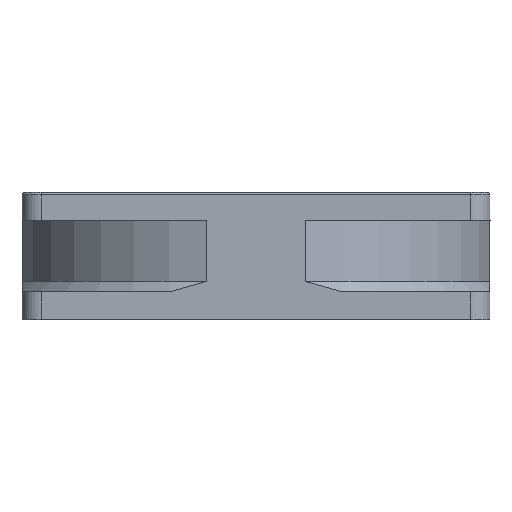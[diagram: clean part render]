
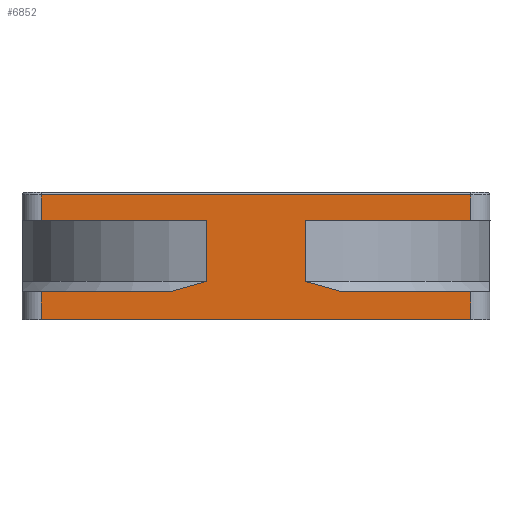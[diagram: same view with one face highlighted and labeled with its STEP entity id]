
A CAD part, left-side view. The second image highlights one B-rep face of the part: STEP entity #6852.
In plain terms, the highlighted planar face has unit normal (-1, 0, 0).
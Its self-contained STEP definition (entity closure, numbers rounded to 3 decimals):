
#170 = VERTEX_POINT ( 'NONE', #621 ) ;
#328 = CARTESIAN_POINT ( 'NONE',  ( -46., -9.644, 7. ) ) ;
#533 = DIRECTION ( 'NONE',  ( 0., 0., -1. ) ) ;
#621 = CARTESIAN_POINT ( 'NONE',  ( -46., -42.2, -12.5 ) ) ;
#667 = VECTOR ( 'NONE', #533, 1000. ) ;
#1127 = ORIENTED_EDGE ( 'NONE', *, *, #13519, .T. ) ;
#1140 = DIRECTION ( 'NONE',  ( 0., 0., -1. ) ) ;
#1314 = CARTESIAN_POINT ( 'NONE',  ( -46., -14.511, -6.183 ) ) ;
#1469 = LINE ( 'NONE', #13562, #14352 ) ;
#1508 = CARTESIAN_POINT ( 'NONE',  ( -46., 42.2, 7. ) ) ;
#1541 = CARTESIAN_POINT ( 'NONE',  ( -46., -12.101, -5.504 ) ) ;
#1600 = EDGE_CURVE ( 'NONE', #4359, #4007, #1469, .T. ) ;
#1785 = DIRECTION ( 'NONE',  ( 0., -1., 0. ) ) ;
#2140 = CARTESIAN_POINT ( 'NONE',  ( -46., -16.882, -7. ) ) ;
#2222 = EDGE_CURVE ( 'NONE', #17385, #3693, #15363, .T. ) ;
#2644 = CARTESIAN_POINT ( 'NONE',  ( -46., 14.511, -6.183 ) ) ;
#2769 = LINE ( 'NONE', #5029, #12802 ) ;
#2922 = CARTESIAN_POINT ( 'NONE',  ( -46., -42.2, 12.5 ) ) ;
#2944 = CARTESIAN_POINT ( 'NONE',  ( -46., -42.2, 12. ) ) ;
#3103 = DIRECTION ( 'NONE',  ( 0., 1., 0. ) ) ;
#3296 = ORIENTED_EDGE ( 'NONE', *, *, #6363, .T. ) ;
#3578 = LINE ( 'NONE', #21271, #23130 ) ;
#3693 = VERTEX_POINT ( 'NONE', #16588 ) ;
#3759 = EDGE_CURVE ( 'NONE', #7718, #4007, #17747, .T. ) ;
#3910 = VECTOR ( 'NONE', #3103, 1000. ) ;
#3994 = CARTESIAN_POINT ( 'NONE',  ( -46., 9.644, -5. ) ) ;
#4007 = VERTEX_POINT ( 'NONE', #17686 ) ;
#4309 = DIRECTION ( 'NONE',  ( 1., 0., 0. ) ) ;
#4359 = VERTEX_POINT ( 'NONE', #11378 ) ;
#4689 = ORIENTED_EDGE ( 'NONE', *, *, #2222, .T. ) ;
#5029 = CARTESIAN_POINT ( 'NONE',  ( -46., -42.2, 12.5 ) ) ;
#5486 = CARTESIAN_POINT ( 'NONE',  ( -46., 42.2, -12.5 ) ) ;
#5522 = VERTEX_POINT ( 'NONE', #17593 ) ;
#5810 = CARTESIAN_POINT ( 'NONE',  ( -46., -9.644, -7. ) ) ;
#5942 = LINE ( 'NONE', #12033, #18241 ) ;
#6145 = AXIS2_PLACEMENT_3D ( 'NONE', #2922, #4309, #20759 ) ;
#6224 = CARTESIAN_POINT ( 'NONE',  ( -46., -9.644, 7. ) ) ;
#6289 = EDGE_CURVE ( 'NONE', #12189, #9853, #21091, .T. ) ;
#6363 = EDGE_CURVE ( 'NONE', #4359, #15182, #11642, .T. ) ;
#6811 = VERTEX_POINT ( 'NONE', #13988 ) ;
#6835 = EDGE_CURVE ( 'NONE', #6811, #9853, #12207, .T. ) ;
#6852 = ADVANCED_FACE ( 'NONE', ( #9072 ), #13910, .F. ) ;
#6955 = CARTESIAN_POINT ( 'NONE',  ( -46., 42.2, 12. ) ) ;
#7194 = ORIENTED_EDGE ( 'NONE', *, *, #1600, .F. ) ;
#7361 = VECTOR ( 'NONE', #17218, 1000. ) ;
#7480 = CARTESIAN_POINT ( 'NONE',  ( -46., -42.2, -12.5 ) ) ;
#7645 = EDGE_CURVE ( 'NONE', #17385, #5522, #16847, .T. ) ;
#7718 = VERTEX_POINT ( 'NONE', #6224 ) ;
#8132 = DIRECTION ( 'NONE',  ( 0., 0., -1. ) ) ;
#8413 = VERTEX_POINT ( 'NONE', #5486 ) ;
#8444 = CARTESIAN_POINT ( 'NONE',  ( -46., 42.2, 12.5 ) ) ;
#8448 = VECTOR ( 'NONE', #16966, 1000. ) ;
#8653 = VERTEX_POINT ( 'NONE', #18719 ) ;
#8725 = EDGE_CURVE ( 'NONE', #7718, #3693, #3578, .T. ) ;
#8958 = ORIENTED_EDGE ( 'NONE', *, *, #8725, .F. ) ;
#9072 = FACE_OUTER_BOUND ( 'NONE', #12170, .T. ) ;
#9168 = LINE ( 'NONE', #7480, #22698 ) ;
#9308 = DIRECTION ( 'NONE',  ( 0., -1., 0. ) ) ;
#9853 = VERTEX_POINT ( 'NONE', #19907 ) ;
#10964 = ORIENTED_EDGE ( 'NONE', *, *, #19912, .T. ) ;
#11378 = CARTESIAN_POINT ( 'NONE',  ( -46., -42.2, 12. ) ) ;
#11618 = DIRECTION ( 'NONE',  ( 0., -1., 0. ) ) ;
#11642 = LINE ( 'NONE', #2944, #3910 ) ;
#11770 = CARTESIAN_POINT ( 'NONE',  ( -46., 12.101, -5.504 ) ) ;
#11950 = VECTOR ( 'NONE', #1785, 1000. ) ;
#11960 = ORIENTED_EDGE ( 'NONE', *, *, #16723, .T. ) ;
#12033 = CARTESIAN_POINT ( 'NONE',  ( -46., 46., 7. ) ) ;
#12170 = EDGE_LOOP ( 'NONE', ( #7194, #3296, #1127, #10964, #19158, #21678, #17787, #16062, #11960, #14936, #17800, #4689, #8958, #18371 ) ) ;
#12189 = VERTEX_POINT ( 'NONE', #3994 ) ;
#12207 = LINE ( 'NONE', #22621, #7361 ) ;
#12802 = VECTOR ( 'NONE', #19800, 1000. ) ;
#12860 = VECTOR ( 'NONE', #15209, 1000. ) ;
#13519 = EDGE_CURVE ( 'NONE', #15182, #20425, #21020, .T. ) ;
#13562 = CARTESIAN_POINT ( 'NONE',  ( -46., -42.2, 12.5 ) ) ;
#13617 = VECTOR ( 'NONE', #17713, 1000. ) ;
#13910 = PLANE ( 'NONE',  #6145 ) ;
#13988 = CARTESIAN_POINT ( 'NONE',  ( -46., 42.2, -7. ) ) ;
#14124 = CARTESIAN_POINT ( 'NONE',  ( -46., -9.644, -5. ) ) ;
#14145 = LINE ( 'NONE', #22437, #8448 ) ;
#14352 = VECTOR ( 'NONE', #8132, 1000. ) ;
#14936 = ORIENTED_EDGE ( 'NONE', *, *, #19335, .F. ) ;
#15182 = VERTEX_POINT ( 'NONE', #6955 ) ;
#15209 = DIRECTION ( 'NONE',  ( 0., -1., 0. ) ) ;
#15246 = CARTESIAN_POINT ( 'NONE',  ( -46., 42.2, 12.5 ) ) ;
#15363 = B_SPLINE_CURVE_WITH_KNOTS ( 'NONE', 3,
 ( #16272, #1314, #1541, #14124 ),
 .UNSPECIFIED., .F., .F.,
 ( 4, 4 ),
 ( 0., 0.008 ),
 .UNSPECIFIED. ) ;
#16062 = ORIENTED_EDGE ( 'NONE', *, *, #22086, .T. ) ;
#16272 = CARTESIAN_POINT ( 'NONE',  ( -46., -16.882, -7. ) ) ;
#16588 = CARTESIAN_POINT ( 'NONE',  ( -46., -9.644, -5. ) ) ;
#16723 = EDGE_CURVE ( 'NONE', #8413, #170, #9168, .T. ) ;
#16760 = LINE ( 'NONE', #8444, #13617 ) ;
#16847 = LINE ( 'NONE', #5810, #11950 ) ;
#16966 = DIRECTION ( 'NONE',  ( 0., 0., -1. ) ) ;
#17085 = CARTESIAN_POINT ( 'NONE',  ( -46., 9.644, -5. ) ) ;
#17218 = DIRECTION ( 'NONE',  ( 0., -1., 0. ) ) ;
#17385 = VERTEX_POINT ( 'NONE', #2140 ) ;
#17593 = CARTESIAN_POINT ( 'NONE',  ( -46., -42.2, -7. ) ) ;
#17686 = CARTESIAN_POINT ( 'NONE',  ( -46., -42.2, 7. ) ) ;
#17713 = DIRECTION ( 'NONE',  ( 0., 0., -1. ) ) ;
#17747 = LINE ( 'NONE', #328, #12860 ) ;
#17787 = ORIENTED_EDGE ( 'NONE', *, *, #6835, .F. ) ;
#17800 = ORIENTED_EDGE ( 'NONE', *, *, #7645, .F. ) ;
#18241 = VECTOR ( 'NONE', #11618, 1000. ) ;
#18371 = ORIENTED_EDGE ( 'NONE', *, *, #3759, .T. ) ;
#18719 = CARTESIAN_POINT ( 'NONE',  ( -46., 9.644, 7. ) ) ;
#19158 = ORIENTED_EDGE ( 'NONE', *, *, #22555, .T. ) ;
#19335 = EDGE_CURVE ( 'NONE', #5522, #170, #2769, .T. ) ;
#19800 = DIRECTION ( 'NONE',  ( 0., 0., -1. ) ) ;
#19907 = CARTESIAN_POINT ( 'NONE',  ( -46., 16.882, -7. ) ) ;
#19912 = EDGE_CURVE ( 'NONE', #20425, #8653, #5942, .T. ) ;
#20425 = VERTEX_POINT ( 'NONE', #1508 ) ;
#20759 = DIRECTION ( 'NONE',  ( 0., 0., -1. ) ) ;
#21020 = LINE ( 'NONE', #15246, #667 ) ;
#21029 = CARTESIAN_POINT ( 'NONE',  ( -46., 16.882, -7. ) ) ;
#21091 = B_SPLINE_CURVE_WITH_KNOTS ( 'NONE', 3,
 ( #17085, #11770, #2644, #21029 ),
 .UNSPECIFIED., .F., .F.,
 ( 4, 4 ),
 ( 0., 0.008 ),
 .UNSPECIFIED. ) ;
#21271 = CARTESIAN_POINT ( 'NONE',  ( -46., -9.644, 7. ) ) ;
#21678 = ORIENTED_EDGE ( 'NONE', *, *, #6289, .T. ) ;
#22086 = EDGE_CURVE ( 'NONE', #6811, #8413, #16760, .T. ) ;
#22437 = CARTESIAN_POINT ( 'NONE',  ( -46., 9.644, 7. ) ) ;
#22555 = EDGE_CURVE ( 'NONE', #8653, #12189, #14145, .T. ) ;
#22621 = CARTESIAN_POINT ( 'NONE',  ( -46., 46., -7. ) ) ;
#22698 = VECTOR ( 'NONE', #9308, 1000. ) ;
#23130 = VECTOR ( 'NONE', #1140, 1000. ) ;
